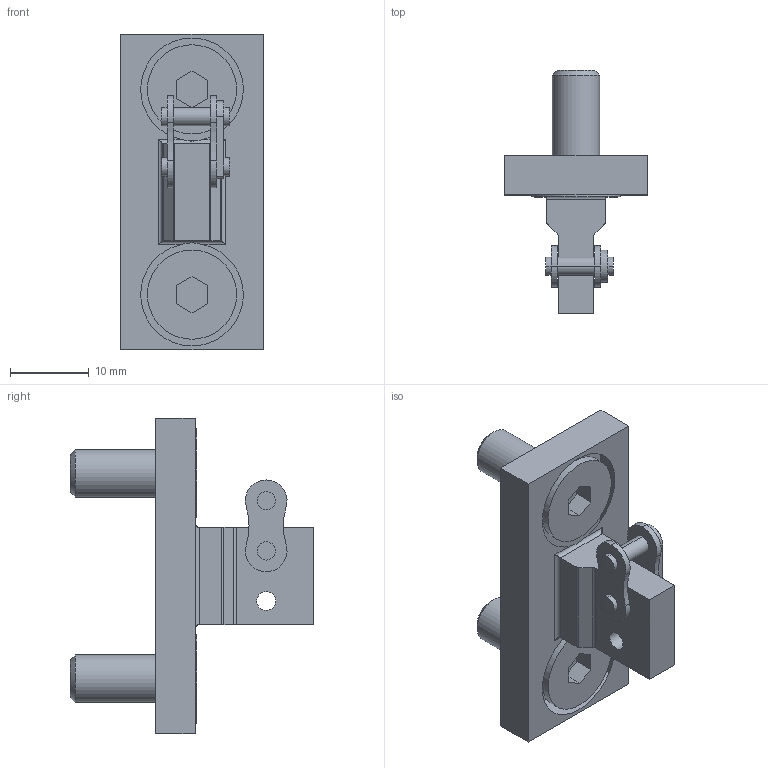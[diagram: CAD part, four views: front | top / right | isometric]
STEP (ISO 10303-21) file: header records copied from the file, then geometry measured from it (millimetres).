
FILE_DESCRIPTION(/* description */ (''),/* implementation_level */ '2;1');
FILE_NAME(/* name */ '56-010-1.stp',/* time_stamp */ '2022-03-18T08:08:58-04:00',/* author */ ('jmurphy'),/* organization */ (''),/* preprocessor_version */ 'ST-DEVELOPER v18.1',/* originating_system */ 'AutoCAD Mechanical',/* authorisation */ '');
FILE_SCHEMA (('AUTOMOTIVE_DESIGN { 1 0 10303 214 3 1 1 }'));
Length unit declared in the file: millimetre
Products named in the file (2): Product; ACADMENU
Assembly tree (9 placements, depth 2):
  Product
    ACADMENU  x9
Bounding box: 18 x 30.8 x 40 mm (x, y, z)
Volume: 5232.5 mm3; surface area: 4058.2 mm2
Topology: 5 solids, 5 shells, 111 faces, 264 edges, 172 vertices
Faces by surface type: plane 53, cylinder 52, cone 6
Full cylindrical faces by diameter (mm): 2.4 x2, 6 x2, 6.6 x2, 11.3 x2
Entity records: 3373 total; most frequent: DIRECTION 612, CARTESIAN_POINT 584, ORIENTED_EDGE 528, EDGE_CURVE 264, AXIS2_PLACEMENT_3D 228, VERTEX_POINT 172, LINE 156, VECTOR 156
